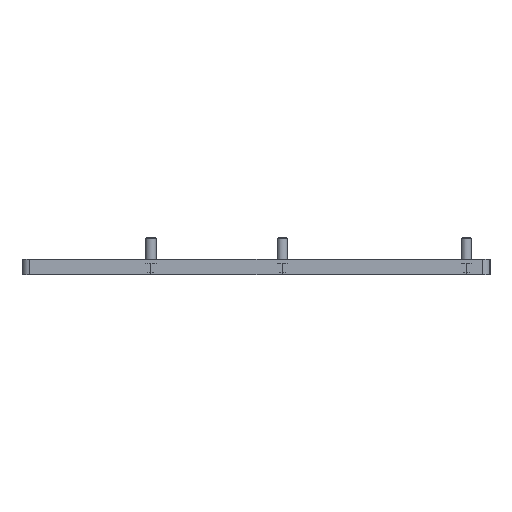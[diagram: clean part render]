
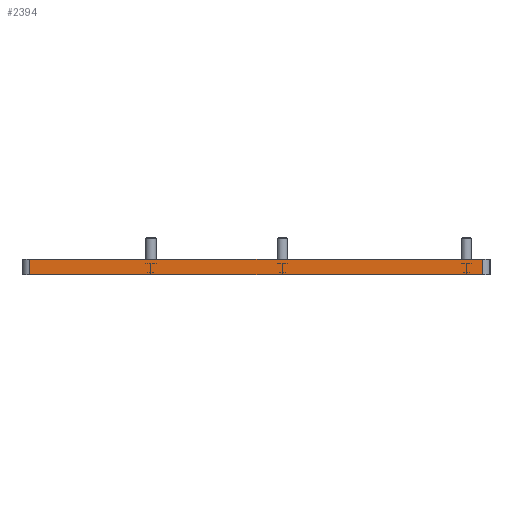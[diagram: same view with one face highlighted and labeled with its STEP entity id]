
A CAD part, left-side view. The second image highlights one B-rep face of the part: STEP entity #2394.
In plain terms, the highlighted planar face has unit normal (-1, 0, 0).
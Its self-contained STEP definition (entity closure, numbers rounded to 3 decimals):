
#9 = CARTESIAN_POINT ( 'NONE',  ( -350., -134.3, 6. ) ) ;
#11 = ORIENTED_EDGE ( 'NONE', *, *, #1492, .T. ) ;
#22 = VERTEX_POINT ( 'NONE', #3746 ) ;
#220 = DIRECTION ( 'NONE',  ( 0., 0., -1. ) ) ;
#227 = VECTOR ( 'NONE', #3288, 1000. ) ;
#554 = CARTESIAN_POINT ( 'NONE',  ( -350., 37.7, 0. ) ) ;
#641 = CARTESIAN_POINT ( 'NONE',  ( -350., -134.3, 0. ) ) ;
#647 = VERTEX_POINT ( 'NONE', #9 ) ;
#657 = CARTESIAN_POINT ( 'NONE',  ( -350., 37.7, 6. ) ) ;
#911 = LINE ( 'NONE', #641, #2613 ) ;
#955 = ORIENTED_EDGE ( 'NONE', *, *, #1209, .F. ) ;
#1004 = CARTESIAN_POINT ( 'NONE',  ( -350., -134.3, 6. ) ) ;
#1049 = FACE_OUTER_BOUND ( 'NONE', #2677, .T. ) ;
#1096 = AXIS2_PLACEMENT_3D ( 'NONE', #1004, #1553, #2294 ) ;
#1209 = EDGE_CURVE ( 'NONE', #647, #2627, #3460, .T. ) ;
#1245 = VERTEX_POINT ( 'NONE', #554 ) ;
#1295 = LINE ( 'NONE', #657, #227 ) ;
#1356 = DIRECTION ( 'NONE',  ( 0., -1., 0. ) ) ;
#1426 = EDGE_CURVE ( 'NONE', #1245, #2627, #911, .T. ) ;
#1492 = EDGE_CURVE ( 'NONE', #22, #1245, #1295, .T. ) ;
#1553 = DIRECTION ( 'NONE',  ( 1., 0., 0. ) ) ;
#1690 = EDGE_CURVE ( 'NONE', #22, #647, #2518, .T. ) ;
#2066 = VECTOR ( 'NONE', #1356, 1000. ) ;
#2121 = VECTOR ( 'NONE', #220, 1000. ) ;
#2166 = ORIENTED_EDGE ( 'NONE', *, *, #1690, .F. ) ;
#2217 = PLANE ( 'NONE',  #1096 ) ;
#2294 = DIRECTION ( 'NONE',  ( 0., 1., 0. ) ) ;
#2394 = ADVANCED_FACE ( 'NONE', ( #1049 ), #2217, .F. ) ;
#2518 = LINE ( 'NONE', #3135, #2066 ) ;
#2613 = VECTOR ( 'NONE', #3198, 1000. ) ;
#2627 = VERTEX_POINT ( 'NONE', #2694 ) ;
#2677 = EDGE_LOOP ( 'NONE', ( #2884, #955, #2166, #11 ) ) ;
#2694 = CARTESIAN_POINT ( 'NONE',  ( -350., -134.3, 0. ) ) ;
#2884 = ORIENTED_EDGE ( 'NONE', *, *, #1426, .T. ) ;
#3135 = CARTESIAN_POINT ( 'NONE',  ( -350., -134.3, 6. ) ) ;
#3153 = CARTESIAN_POINT ( 'NONE',  ( -350., -134.3, 6. ) ) ;
#3198 = DIRECTION ( 'NONE',  ( 0., -1., 0. ) ) ;
#3288 = DIRECTION ( 'NONE',  ( 0., 0., -1. ) ) ;
#3460 = LINE ( 'NONE', #3153, #2121 ) ;
#3746 = CARTESIAN_POINT ( 'NONE',  ( -350., 37.7, 6. ) ) ;
